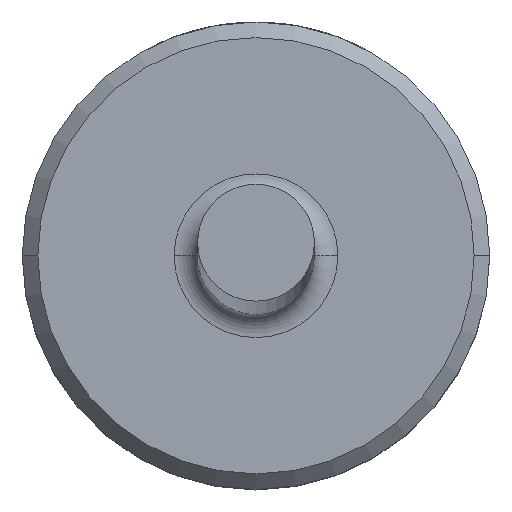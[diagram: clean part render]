
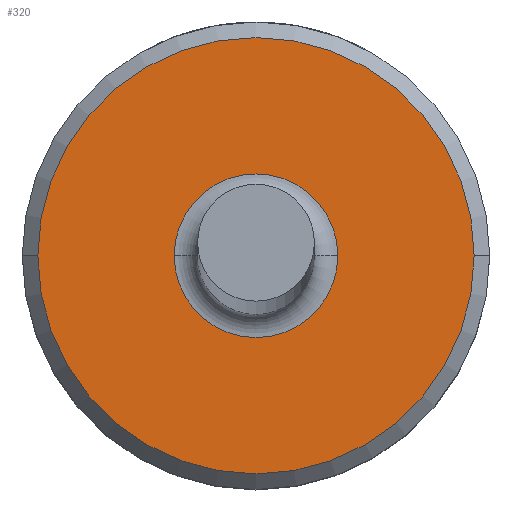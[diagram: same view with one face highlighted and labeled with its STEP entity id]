
A CAD part, top view. The second image highlights one B-rep face of the part: STEP entity #320.
In plain terms, the highlighted planar face has unit normal (0, 0, 1).
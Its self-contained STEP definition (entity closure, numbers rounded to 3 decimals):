
#10 = VERTEX_POINT ( 'NONE', #720 ) ;
#32 = DIRECTION ( 'NONE',  ( 1., 0., 0. ) ) ;
#35 = FACE_BOUND ( 'NONE', #389, .T. ) ;
#65 = CARTESIAN_POINT ( 'NONE',  ( 0., 0., 4. ) ) ;
#80 = ORIENTED_EDGE ( 'NONE', *, *, #1105, .T. ) ;
#90 = CIRCLE ( 'NONE', #97, 1.05 ) ;
#94 = DIRECTION ( 'NONE',  ( -1., 0., 0. ) ) ;
#97 = AXIS2_PLACEMENT_3D ( 'NONE', #146, #964, #1134 ) ;
#105 = FACE_OUTER_BOUND ( 'NONE', #350, .T. ) ;
#131 = CARTESIAN_POINT ( 'NONE',  ( 1.05, 0., 4. ) ) ;
#146 = CARTESIAN_POINT ( 'NONE',  ( 0., 0., 4. ) ) ;
#156 = DIRECTION ( 'NONE',  ( 1., 0., 0. ) ) ;
#181 = DIRECTION ( 'NONE',  ( 0., 0., -1. ) ) ;
#253 = EDGE_CURVE ( 'NONE', #10, #1141, #90, .T. ) ;
#283 = CARTESIAN_POINT ( 'NONE',  ( 0., 0., 4. ) ) ;
#293 = CIRCLE ( 'NONE', #1114, 1.05 ) ;
#320 = ADVANCED_FACE ( 'NONE', ( #105, #35 ), #1055, .T. ) ;
#336 = ORIENTED_EDGE ( 'NONE', *, *, #253, .T. ) ;
#350 = EDGE_LOOP ( 'NONE', ( #80, #843 ) ) ;
#355 = AXIS2_PLACEMENT_3D ( 'NONE', #732, #535, #529 ) ;
#389 = EDGE_LOOP ( 'NONE', ( #336, #759 ) ) ;
#400 = AXIS2_PLACEMENT_3D ( 'NONE', #1121, #611, #32 ) ;
#529 = DIRECTION ( 'NONE',  ( 1., 0., 0. ) ) ;
#535 = DIRECTION ( 'NONE',  ( 0., 0., 1. ) ) ;
#552 = EDGE_CURVE ( 'NONE', #1141, #10, #293, .T. ) ;
#589 = CARTESIAN_POINT ( 'NONE',  ( 2.8, 0., 4. ) ) ;
#611 = DIRECTION ( 'NONE',  ( 0., 0., 1. ) ) ;
#662 = CIRCLE ( 'NONE', #400, 2.8 ) ;
#692 = EDGE_CURVE ( 'NONE', #943, #980, #733, .T. ) ;
#720 = CARTESIAN_POINT ( 'NONE',  ( -1.05, 0., 4. ) ) ;
#728 = DIRECTION ( 'NONE',  ( 0., 0., 1. ) ) ;
#732 = CARTESIAN_POINT ( 'NONE',  ( 0., 0., 4. ) ) ;
#733 = CIRCLE ( 'NONE', #914, 2.8 ) ;
#759 = ORIENTED_EDGE ( 'NONE', *, *, #552, .T. ) ;
#843 = ORIENTED_EDGE ( 'NONE', *, *, #692, .T. ) ;
#914 = AXIS2_PLACEMENT_3D ( 'NONE', #65, #728, #156 ) ;
#943 = VERTEX_POINT ( 'NONE', #589 ) ;
#964 = DIRECTION ( 'NONE',  ( 0., 0., -1. ) ) ;
#980 = VERTEX_POINT ( 'NONE', #1097 ) ;
#1055 = PLANE ( 'NONE',  #355 ) ;
#1097 = CARTESIAN_POINT ( 'NONE',  ( -2.8, 0., 4. ) ) ;
#1105 = EDGE_CURVE ( 'NONE', #980, #943, #662, .T. ) ;
#1114 = AXIS2_PLACEMENT_3D ( 'NONE', #283, #181, #94 ) ;
#1121 = CARTESIAN_POINT ( 'NONE',  ( 0., 0., 4. ) ) ;
#1134 = DIRECTION ( 'NONE',  ( -1., 0., 0. ) ) ;
#1141 = VERTEX_POINT ( 'NONE', #131 ) ;
